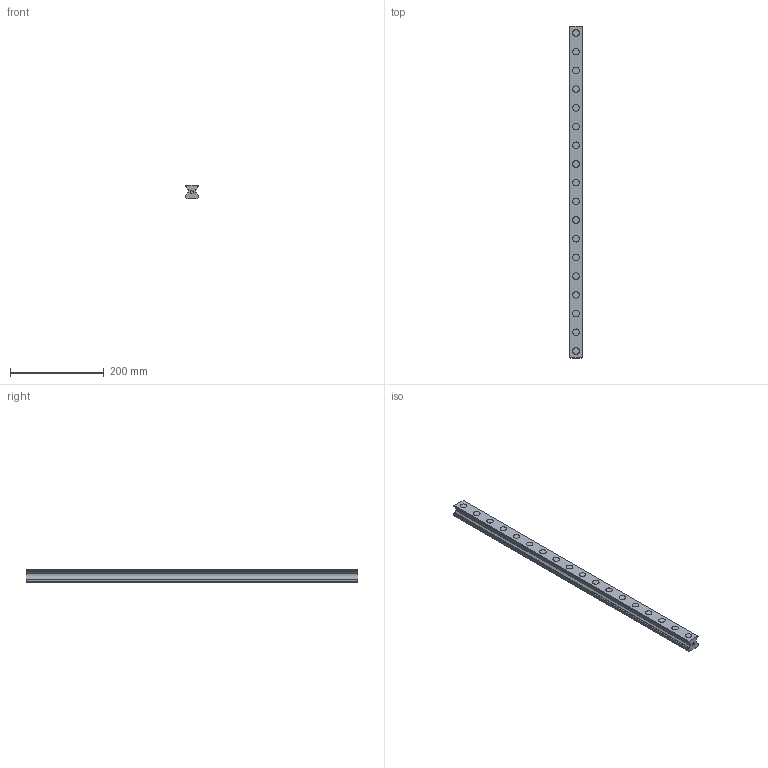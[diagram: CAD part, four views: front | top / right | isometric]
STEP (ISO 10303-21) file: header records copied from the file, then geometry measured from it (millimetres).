
FILE_DESCRIPTION(('STEP AP214'),'1');
FILE_NAME('cctmp_2D990E5F-FD3B-463D-A99A-3CF4DD641FFA_2021_03_11_12_41_40_0383..stp','2021-03-11T11:41:40',('HIWIN GmbH'),('CADClick - www.CADClick.com'),'Spatial InterOp 3D',' ','unknown authorization');
FILE_SCHEMA(('AUTOMOTIVE_DESIGN'));
Length unit declared in the file: millimetre
Products named in the file (1): RGR30R710H_FILE
Bounding box: 28 x 710 x 28 mm (x, y, z)
Volume: 406773.2 mm3; surface area: 106561.5 mm2
Topology: 1 solids, 1 shells, 277 faces, 651 edges, 434 vertices
Faces by surface type: plane 151, cylinder 126
Entity records: 10257 total; most frequent: DIRECTION 1459, CARTESIAN_POINT 1363, ORIENTED_EDGE 1302, EDGE_CURVE 651, AXIS2_PLACEMENT_3D 530, VERTEX_POINT 434, LINE 399, VECTOR 399
